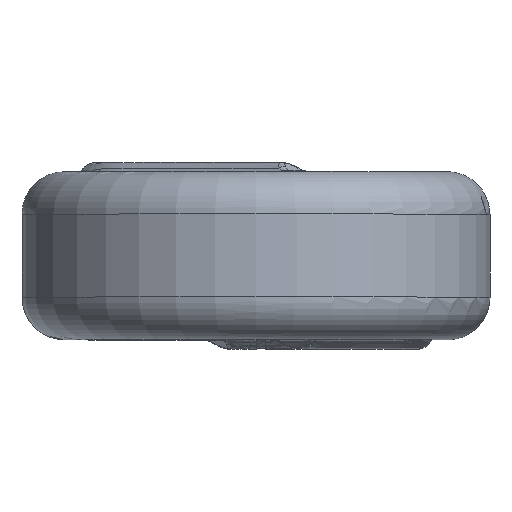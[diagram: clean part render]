
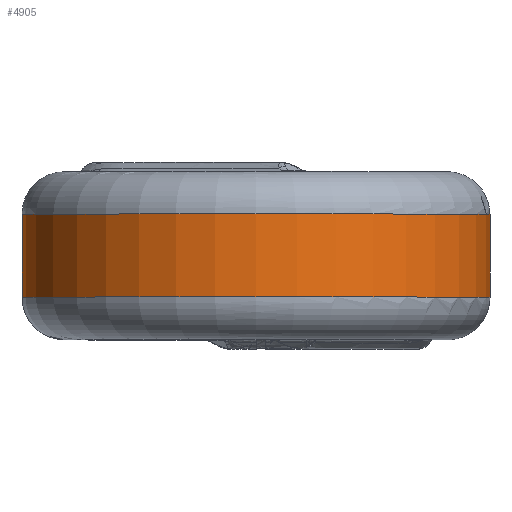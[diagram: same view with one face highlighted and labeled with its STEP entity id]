
A CAD part, top view. The second image highlights one B-rep face of the part: STEP entity #4905.
In plain terms, the highlighted cylindrical face has radius 5.5 mm (diameter 11 mm), a full revolution.
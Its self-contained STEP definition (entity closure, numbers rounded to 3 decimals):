
#35=CYLINDRICAL_SURFACE('',#5055,5.5);
#146=CIRCLE('',#5056,5.5);
#147=CIRCLE('',#5057,5.5);
#1412=ORIENTED_EDGE('',*,*,#2142,.T.);
#1413=ORIENTED_EDGE('',*,*,#2143,.T.);
#2142=EDGE_CURVE('',#2522,#2522,#146,.F.);
#2143=EDGE_CURVE('',#2523,#2523,#147,.T.);
#2522=VERTEX_POINT('',#11339);
#2523=VERTEX_POINT('',#11341);
#3024=EDGE_LOOP('',(#1412));
#3025=EDGE_LOOP('',(#1413));
#3246=FACE_BOUND('',#3024,.T.);
#3247=FACE_BOUND('',#3025,.T.);
#4905=ADVANCED_FACE('',(#3246,#3247),#35,.T.);
#5055=AXIS2_PLACEMENT_3D('',#11337,#5512,#5513);
#5056=AXIS2_PLACEMENT_3D('',#11338,#5514,#5515);
#5057=AXIS2_PLACEMENT_3D('',#11340,#5516,#5517);
#5512=DIRECTION('',(0.,1.,0.));
#5513=DIRECTION('',(0.,0.,1.));
#5514=DIRECTION('',(0.,1.,0.));
#5515=DIRECTION('',(0.,0.,1.));
#5516=DIRECTION('',(0.,1.,0.));
#5517=DIRECTION('',(0.,0.,1.));
#11337=CARTESIAN_POINT('',(0.,-1.975,0.));
#11338=CARTESIAN_POINT('',(0.,0.975,0.));
#11339=CARTESIAN_POINT('',(0.,0.975,5.5));
#11340=CARTESIAN_POINT('',(0.,-0.975,0.));
#11341=CARTESIAN_POINT('',(0.,-0.975,5.5));
